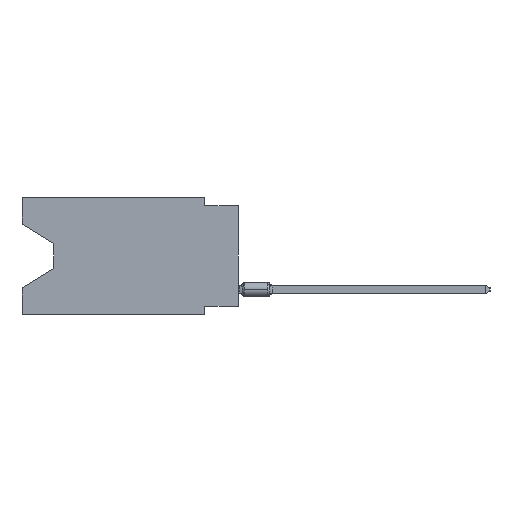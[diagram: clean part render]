
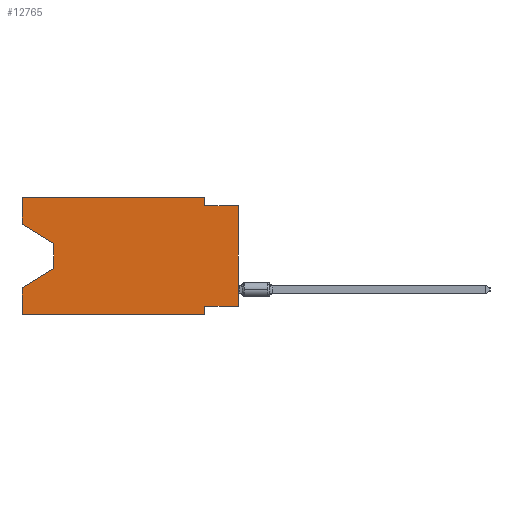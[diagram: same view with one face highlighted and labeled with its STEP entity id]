
A CAD part, left-side view. The second image highlights one B-rep face of the part: STEP entity #12765.
In plain terms, the highlighted planar face has unit normal (-1, 0, 0).
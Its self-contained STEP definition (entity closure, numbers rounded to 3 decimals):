
#491 = ORIENTED_EDGE ( 'NONE', *, *, #38017, .T. ) ;
#1333 = LINE ( 'NONE', #46912, #64450 ) ;
#1955 = VERTEX_POINT ( 'NONE', #6661 ) ;
#2143 = LINE ( 'NONE', #22138, #44117 ) ;
#2574 = CARTESIAN_POINT ( 'NONE',  ( 0., 16.383, -2.038 ) ) ;
#3065 = ORIENTED_EDGE ( 'NONE', *, *, #27295, .T. ) ;
#5197 = CARTESIAN_POINT ( 'NONE',  ( 0., 16.383, 0. ) ) ;
#5562 = LINE ( 'NONE', #30146, #23778 ) ;
#6661 = CARTESIAN_POINT ( 'NONE',  ( 0., 13.97, -3.505 ) ) ;
#6929 = FACE_OUTER_BOUND ( 'NONE', #26441, .T. ) ;
#7653 = CARTESIAN_POINT ( 'NONE',  ( 0., 16.383, -8.89 ) ) ;
#7752 = LINE ( 'NONE', #52353, #11047 ) ;
#9242 = CARTESIAN_POINT ( 'NONE',  ( 0., 16.383, 0. ) ) ;
#9322 = ORIENTED_EDGE ( 'NONE', *, *, #21030, .F. ) ;
#9355 = EDGE_CURVE ( 'NONE', #23840, #18153, #52519, .T. ) ;
#10508 = EDGE_CURVE ( 'NONE', #25374, #18366, #7752, .T. ) ;
#10709 = CARTESIAN_POINT ( 'NONE',  ( 0., 13.97, -5.385 ) ) ;
#10780 = VECTOR ( 'NONE', #16155, 1000. ) ;
#11047 = VECTOR ( 'NONE', #63135, 1000. ) ;
#11149 = VECTOR ( 'NONE', #17978, 1000. ) ;
#11438 = ORIENTED_EDGE ( 'NONE', *, *, #22779, .F. ) ;
#12581 = VECTOR ( 'NONE', #58205, 1000. ) ;
#12765 = ADVANCED_FACE ( 'NONE', ( #6929 ), #46269, .F. ) ;
#14268 = VERTEX_POINT ( 'NONE', #19657 ) ;
#14400 = DIRECTION ( 'NONE',  ( 0., -1., 0. ) ) ;
#14470 = DIRECTION ( 'NONE',  ( 0., 0., 1. ) ) ;
#16155 = DIRECTION ( 'NONE',  ( 0., 0., -1. ) ) ;
#16322 = CARTESIAN_POINT ( 'NONE',  ( 0., 0., -0.635 ) ) ;
#16800 = CARTESIAN_POINT ( 'NONE',  ( 0., 16.383, 0. ) ) ;
#16935 = EDGE_CURVE ( 'NONE', #62003, #18153, #1333, .T. ) ;
#17365 = ORIENTED_EDGE ( 'NONE', *, *, #34392, .F. ) ;
#17978 = DIRECTION ( 'NONE',  ( 0., 1., 0. ) ) ;
#18032 = VECTOR ( 'NONE', #29249, 1000. ) ;
#18153 = VERTEX_POINT ( 'NONE', #50866 ) ;
#18366 = VERTEX_POINT ( 'NONE', #48859 ) ;
#18478 = EDGE_CURVE ( 'NONE', #18366, #60851, #5562, .T. ) ;
#19657 = CARTESIAN_POINT ( 'NONE',  ( 0., 16.383, -6.852 ) ) ;
#19952 = CARTESIAN_POINT ( 'NONE',  ( 0., 16.383, -2.038 ) ) ;
#20735 = VERTEX_POINT ( 'NONE', #49655 ) ;
#21030 = EDGE_CURVE ( 'NONE', #23840, #14268, #63670, .T. ) ;
#21090 = LINE ( 'NONE', #61090, #10780 ) ;
#21259 = CARTESIAN_POINT ( 'NONE',  ( 0., 2.54, -8.255 ) ) ;
#22138 = CARTESIAN_POINT ( 'NONE',  ( 0., 0., 0. ) ) ;
#22546 = ORIENTED_EDGE ( 'NONE', *, *, #33318, .T. ) ;
#22663 = DIRECTION ( 'NONE',  ( 0., -1., 0. ) ) ;
#22779 = EDGE_CURVE ( 'NONE', #38124, #25374, #43994, .T. ) ;
#23778 = VECTOR ( 'NONE', #14400, 1000. ) ;
#23840 = VERTEX_POINT ( 'NONE', #7653 ) ;
#24941 = AXIS2_PLACEMENT_3D ( 'NONE', #41348, #36414, #56436 ) ;
#25011 = ORIENTED_EDGE ( 'NONE', *, *, #50892, .T. ) ;
#25195 = DIRECTION ( 'NONE',  ( 0., -0.855, -0.519 ) ) ;
#25374 = VERTEX_POINT ( 'NONE', #44476 ) ;
#26430 = ORIENTED_EDGE ( 'NONE', *, *, #10508, .F. ) ;
#26441 = EDGE_LOOP ( 'NONE', ( #22546, #3065, #491, #9322, #38099, #28338, #29453, #25011, #61009, #26430, #11438, #17365 ) ) ;
#27050 = DIRECTION ( 'NONE',  ( 0., 0., 1. ) ) ;
#27295 = EDGE_CURVE ( 'NONE', #1955, #63782, #21090, .T. ) ;
#28043 = LINE ( 'NONE', #42484, #12581 ) ;
#28338 = ORIENTED_EDGE ( 'NONE', *, *, #16935, .F. ) ;
#29249 = DIRECTION ( 'NONE',  ( 0., -1., 0. ) ) ;
#29453 = ORIENTED_EDGE ( 'NONE', *, *, #54429, .F. ) ;
#30146 = CARTESIAN_POINT ( 'NONE',  ( 0., 0., -0.635 ) ) ;
#33214 = CARTESIAN_POINT ( 'NONE',  ( 0., 16.383, 0. ) ) ;
#33318 = EDGE_CURVE ( 'NONE', #47733, #1955, #34380, .T. ) ;
#34380 = LINE ( 'NONE', #19952, #62533 ) ;
#34392 = EDGE_CURVE ( 'NONE', #47733, #38124, #56818, .T. ) ;
#35823 = DIRECTION ( 'NONE',  ( 0., 0., 1. ) ) ;
#36414 = DIRECTION ( 'NONE',  ( 1., 0., 0. ) ) ;
#38017 = EDGE_CURVE ( 'NONE', #63782, #14268, #28043, .T. ) ;
#38099 = ORIENTED_EDGE ( 'NONE', *, *, #9355, .T. ) ;
#38124 = VERTEX_POINT ( 'NONE', #5197 ) ;
#41348 = CARTESIAN_POINT ( 'NONE',  ( 0., 16.383, 0. ) ) ;
#42484 = CARTESIAN_POINT ( 'NONE',  ( 0., 13.97, -5.385 ) ) ;
#43994 = LINE ( 'NONE', #9242, #18032 ) ;
#44117 = VECTOR ( 'NONE', #27050, 1000. ) ;
#44476 = CARTESIAN_POINT ( 'NONE',  ( 0., 2.54, 0. ) ) ;
#46269 = PLANE ( 'NONE',  #24941 ) ;
#46907 = VECTOR ( 'NONE', #35823, 1000. ) ;
#46912 = CARTESIAN_POINT ( 'NONE',  ( 0., 2.54, -8.89 ) ) ;
#47733 = VERTEX_POINT ( 'NONE', #2574 ) ;
#48859 = CARTESIAN_POINT ( 'NONE',  ( 0., 2.54, -0.635 ) ) ;
#49655 = CARTESIAN_POINT ( 'NONE',  ( 0., 0., -8.255 ) ) ;
#50689 = VECTOR ( 'NONE', #22663, 1000. ) ;
#50866 = CARTESIAN_POINT ( 'NONE',  ( 0., 2.54, -8.89 ) ) ;
#50892 = EDGE_CURVE ( 'NONE', #20735, #60851, #2143, .T. ) ;
#52124 = LINE ( 'NONE', #53414, #11149 ) ;
#52190 = CARTESIAN_POINT ( 'NONE',  ( 0., 16.383, -8.89 ) ) ;
#52353 = CARTESIAN_POINT ( 'NONE',  ( 0., 2.54, 0. ) ) ;
#52519 = LINE ( 'NONE', #52190, #50689 ) ;
#53414 = CARTESIAN_POINT ( 'NONE',  ( 0., 0., -8.255 ) ) ;
#54429 = EDGE_CURVE ( 'NONE', #20735, #62003, #52124, .T. ) ;
#55477 = VECTOR ( 'NONE', #14470, 1000. ) ;
#56100 = DIRECTION ( 'NONE',  ( 0., 0., -1. ) ) ;
#56436 = DIRECTION ( 'NONE',  ( 0., 0., -1. ) ) ;
#56818 = LINE ( 'NONE', #16800, #46907 ) ;
#58205 = DIRECTION ( 'NONE',  ( 0., 0.855, -0.519 ) ) ;
#60851 = VERTEX_POINT ( 'NONE', #16322 ) ;
#61009 = ORIENTED_EDGE ( 'NONE', *, *, #18478, .F. ) ;
#61090 = CARTESIAN_POINT ( 'NONE',  ( 0., 13.97, -3.505 ) ) ;
#62003 = VERTEX_POINT ( 'NONE', #21259 ) ;
#62533 = VECTOR ( 'NONE', #25195, 1000. ) ;
#63135 = DIRECTION ( 'NONE',  ( 0., 0., -1. ) ) ;
#63670 = LINE ( 'NONE', #33214, #55477 ) ;
#63782 = VERTEX_POINT ( 'NONE', #10709 ) ;
#64450 = VECTOR ( 'NONE', #56100, 1000. ) ;
